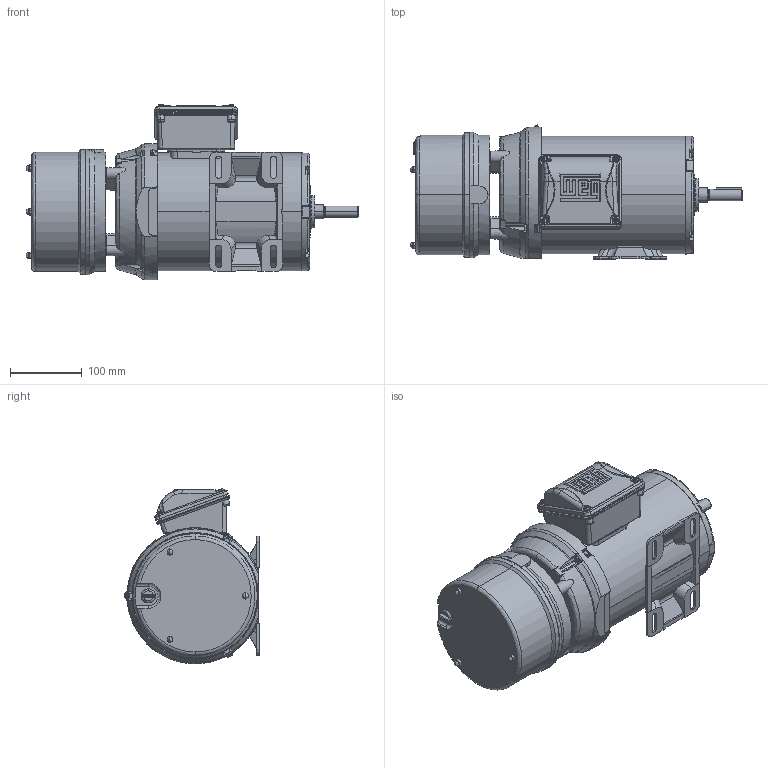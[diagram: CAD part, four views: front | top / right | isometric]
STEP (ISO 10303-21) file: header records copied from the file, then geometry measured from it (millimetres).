
FILE_DESCRIPTION (( 'STEP AP214' ), '1' );
FILE_NAME ('56_3PH_TEFC_BM_18165 coord fxt.STEP', '2022-10-10T13:48:50', ( '' ), ( '' ), 'SwSTEP 2.0', 'SolidWorks 2021', '' );
FILE_SCHEMA (( 'AUTOMOTIVE_DESIGN' ));
Length unit declared in the file: inch
Products named in the file (1): 56_3PH_TEFC_BM_18165 coord fxt
Bounding box: 461.5 x 186.35 x 243.79 mm (x, y, z)
Volume: 8865527.4 mm3; surface area: 518665.8 mm2
Topology: 22 solids, 22 shells, 1513 faces, 3967 edges, 2524 vertices
Faces by surface type: plane 568, cylinder 404, bspline 331, cone 210
Entity records: 59419 total; most frequent: CARTESIAN_POINT 25836, ORIENTED_EDGE 7888, DIRECTION 5746, EDGE_CURVE 3944, VERTEX_POINT 2524, AXIS2_PLACEMENT_3D 2061, LINE 1624, VECTOR 1624
